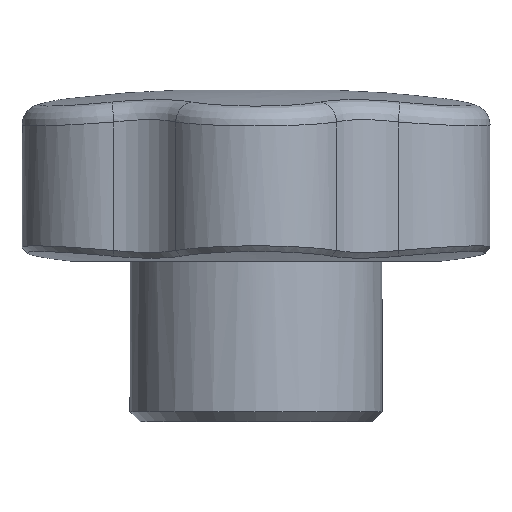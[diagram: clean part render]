
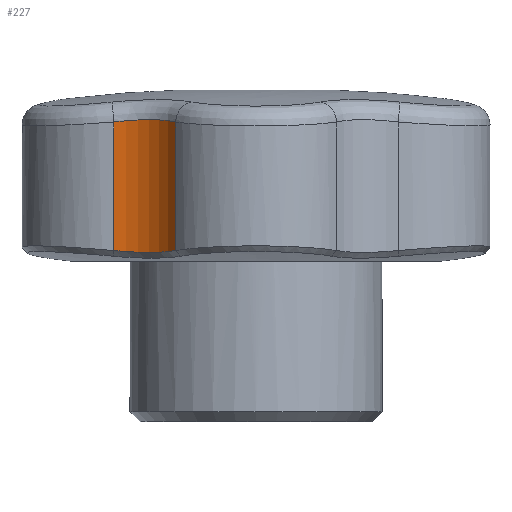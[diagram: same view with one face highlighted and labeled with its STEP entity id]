
A CAD part, front view. The second image highlights one B-rep face of the part: STEP entity #227.
In plain terms, the highlighted cylindrical face has radius 7.398 mm (diameter 14.796 mm), a partial arc.
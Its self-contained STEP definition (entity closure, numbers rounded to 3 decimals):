
#227 = ADVANCED_FACE( '', ( #589 ), #590, .F. );
#589 = FACE_OUTER_BOUND( '', #1878, .T. );
#590 = CYLINDRICAL_SURFACE( '', #1879, 7.398 );
#1878 = EDGE_LOOP( '', ( #8325, #8326, #8327, #8328 ) );
#1879 = AXIS2_PLACEMENT_3D( '', #8329, #8330, #8331 );
#8325 = ORIENTED_EDGE( '', *, *, #9494, .T. );
#8326 = ORIENTED_EDGE( '', *, *, #9495, .T. );
#8327 = ORIENTED_EDGE( '', *, *, #9496, .F. );
#8328 = ORIENTED_EDGE( '', *, *, #9497, .T. );
#8329 = CARTESIAN_POINT( '', ( -14.285, -24.742, 44.45 ) );
#8330 = DIRECTION( '', ( 0., 0., 1. ) );
#8331 = DIRECTION( '', ( -1., 0., 0. ) );
#9494 = EDGE_CURVE( '', #10110, #10111, #10112, .T. );
#9495 = EDGE_CURVE( '', #10111, #10113, #10114, .T. );
#9496 = EDGE_CURVE( '', #10115, #10113, #10116, .T. );
#9497 = EDGE_CURVE( '', #10115, #10110, #10117, .T. );
#10110 = VERTEX_POINT( '', #12269 );
#10111 = VERTEX_POINT( '', #12270 );
#10112 = LINE( '', #12271, #12272 );
#10113 = VERTEX_POINT( '', #12273 );
#10114 = B_SPLINE_CURVE_WITH_KNOTS( '', 3, ( #12274, #12275, #12276, #12277, #12278, #12279, #12280, #12281, #12282, #12283, #12284, #12285, #12286, #12287, #12288, #12289, #12290, #12291, #12292, #12293, #12294, #12295, #12296, #12297, #12298, #12299, #12300, #12301, #12302, #12303, #12304, #12305 ), .UNSPECIFIED., .F., .F., ( 4, 1, 1, 1, 1, 1, 1, 1, 1, 1, 1, 1, 1, 1, 1, 1, 1, 1, 1, 1, 1, 1, 1, 1, 1, 1, 1, 1, 1, 4 ), ( 0., 0.035, 0.069, 0.104, 0.138, 0.173, 0.207, 0.242, 0.276, 0.311, 0.345, 0.38, 0.414, 0.448, 0.483, 0.517, 0.552, 0.586, 0.62, 0.655, 0.689, 0.724, 0.758, 0.793, 0.827, 0.862, 0.896, 0.931, 0.965, 1. ), .UNSPECIFIED. );
#10115 = VERTEX_POINT( '', #12306 );
#10116 = LINE( '', #12307, #12308 );
#10117 = B_SPLINE_CURVE_WITH_KNOTS( '', 3, ( #12309, #12310, #12311, #12312, #12313, #12314, #12315, #12316, #12317, #12318, #12319, #12320, #12321, #12322, #12323, #12324, #12325, #12326, #12327, #12328, #12329, #12330, #12331, #12332, #12333, #12334, #12335, #12336, #12337, #12338, #12339 ), .UNSPECIFIED., .F., .F., ( 4, 1, 1, 1, 1, 2, 2, 2, 1, 1, 1, 1, 1, 2, 2, 2, 1, 1, 1, 1, 1, 1, 4 ), ( 0., 0., 0.001, 0.001, 0.002, 0.002, 0.002, 0.002, 0.003, 0.003, 0.003, 0.004, 0.004, 0.005, 0.005, 0.005, 0.005, 0.005, 0.006, 0.006, 0.006, 0.007, 0.007 ), .UNSPECIFIED. );
#12269 = CARTESIAN_POINT( '', ( -14.096, -17.347, 29.737 ) );
#12270 = CARTESIAN_POINT( '', ( -14.096, -17.347, 16.992 ) );
#12271 = CARTESIAN_POINT( '', ( -14.096, -17.347, 44.45 ) );
#12272 = VECTOR( '', #15685, 1000. );
#12273 = CARTESIAN_POINT( '', ( -7.975, -20.881, 16.992 ) );
#12274 = CARTESIAN_POINT( '', ( -14.096, -17.347, 16.992 ) );
#12275 = CARTESIAN_POINT( '', ( -14.011, -17.35, 16.984 ) );
#12276 = CARTESIAN_POINT( '', ( -13.842, -17.356, 16.967 ) );
#12277 = CARTESIAN_POINT( '', ( -13.588, -17.376, 16.944 ) );
#12278 = CARTESIAN_POINT( '', ( -13.336, -17.404, 16.923 ) );
#12279 = CARTESIAN_POINT( '', ( -13.084, -17.441, 16.903 ) );
#12280 = CARTESIAN_POINT( '', ( -12.834, -17.487, 16.885 ) );
#12281 = CARTESIAN_POINT( '', ( -12.586, -17.541, 16.869 ) );
#12282 = CARTESIAN_POINT( '', ( -12.34, -17.603, 16.855 ) );
#12283 = CARTESIAN_POINT( '', ( -12.096, -17.674, 16.843 ) );
#12284 = CARTESIAN_POINT( '', ( -11.854, -17.754, 16.832 ) );
#12285 = CARTESIAN_POINT( '', ( -11.616, -17.841, 16.823 ) );
#12286 = CARTESIAN_POINT( '', ( -11.381, -17.937, 16.816 ) );
#12287 = CARTESIAN_POINT( '', ( -11.149, -18.041, 16.811 ) );
#12288 = CARTESIAN_POINT( '', ( -10.92, -18.152, 16.807 ) );
#12289 = CARTESIAN_POINT( '', ( -10.696, -18.272, 16.806 ) );
#12290 = CARTESIAN_POINT( '', ( -10.476, -18.399, 16.806 ) );
#12291 = CARTESIAN_POINT( '', ( -10.26, -18.533, 16.807 ) );
#12292 = CARTESIAN_POINT( '', ( -10.049, -18.675, 16.811 ) );
#12293 = CARTESIAN_POINT( '', ( -9.844, -18.824, 16.816 ) );
#12294 = CARTESIAN_POINT( '', ( -9.643, -18.98, 16.823 ) );
#12295 = CARTESIAN_POINT( '', ( -9.448, -19.143, 16.832 ) );
#12296 = CARTESIAN_POINT( '', ( -9.258, -19.313, 16.843 ) );
#12297 = CARTESIAN_POINT( '', ( -9.075, -19.488, 16.855 ) );
#12298 = CARTESIAN_POINT( '', ( -8.898, -19.67, 16.869 ) );
#12299 = CARTESIAN_POINT( '', ( -8.727, -19.858, 16.885 ) );
#12300 = CARTESIAN_POINT( '', ( -8.562, -20.052, 16.903 ) );
#12301 = CARTESIAN_POINT( '', ( -8.404, -20.251, 16.923 ) );
#12302 = CARTESIAN_POINT( '', ( -8.254, -20.456, 16.944 ) );
#12303 = CARTESIAN_POINT( '', ( -8.11, -20.665, 16.967 ) );
#12304 = CARTESIAN_POINT( '', ( -8.02, -20.809, 16.984 ) );
#12305 = CARTESIAN_POINT( '', ( -7.975, -20.881, 16.992 ) );
#12306 = CARTESIAN_POINT( '', ( -7.975, -20.881, 29.737 ) );
#12307 = CARTESIAN_POINT( '', ( -7.975, -20.881, 44.45 ) );
#12308 = VECTOR( '', #15686, 1000. );
#12309 = CARTESIAN_POINT( '', ( -7.975, -20.881, 29.737 ) );
#12310 = CARTESIAN_POINT( '', ( -8.056, -20.749, 29.756 ) );
#12311 = CARTESIAN_POINT( '', ( -8.224, -20.492, 29.79 ) );
#12312 = CARTESIAN_POINT( '', ( -8.499, -20.125, 29.835 ) );
#12313 = CARTESIAN_POINT( '', ( -8.796, -19.776, 29.873 ) );
#12314 = CARTESIAN_POINT( '', ( -9.114, -19.445, 29.905 ) );
#12315 = CARTESIAN_POINT( '', ( -9.341, -19.237, 29.921 ) );
#12316 = CARTESIAN_POINT( '', ( -9.488, -19.111, 29.93 ) );
#12317 = CARTESIAN_POINT( '', ( -9.517, -19.086, 29.932 ) );
#12318 = CARTESIAN_POINT( '', ( -9.562, -19.048, 29.934 ) );
#12319 = CARTESIAN_POINT( '', ( -9.577, -19.036, 29.935 ) );
#12320 = CARTESIAN_POINT( '', ( -9.607, -19.011, 29.937 ) );
#12321 = CARTESIAN_POINT( '', ( -9.682, -18.95, 29.94 ) );
#12322 = CARTESIAN_POINT( '', ( -9.88, -18.796, 29.949 ) );
#12323 = CARTESIAN_POINT( '', ( -10.193, -18.573, 29.958 ) );
#12324 = CARTESIAN_POINT( '', ( -10.584, -18.331, 29.961 ) );
#12325 = CARTESIAN_POINT( '', ( -10.989, -18.114, 29.958 ) );
#12326 = CARTESIAN_POINT( '', ( -11.269, -17.985, 29.951 ) );
#12327 = CARTESIAN_POINT( '', ( -11.483, -17.895, 29.944 ) );
#12328 = CARTESIAN_POINT( '', ( -11.554, -17.866, 29.941 ) );
#12329 = CARTESIAN_POINT( '', ( -11.645, -17.832, 29.937 ) );
#12330 = CARTESIAN_POINT( '', ( -11.663, -17.825, 29.936 ) );
#12331 = CARTESIAN_POINT( '', ( -11.699, -17.811, 29.935 ) );
#12332 = CARTESIAN_POINT( '', ( -11.754, -17.791, 29.933 ) );
#12333 = CARTESIAN_POINT( '', ( -11.954, -17.719, 29.923 ) );
#12334 = CARTESIAN_POINT( '', ( -12.284, -17.615, 29.905 ) );
#12335 = CARTESIAN_POINT( '', ( -12.729, -17.505, 29.873 ) );
#12336 = CARTESIAN_POINT( '', ( -13.18, -17.423, 29.835 ) );
#12337 = CARTESIAN_POINT( '', ( -13.635, -17.368, 29.79 ) );
#12338 = CARTESIAN_POINT( '', ( -13.941, -17.351, 29.756 ) );
#12339 = CARTESIAN_POINT( '', ( -14.096, -17.347, 29.737 ) );
#15685 = DIRECTION( '', ( 0., 0., -1. ) );
#15686 = DIRECTION( '', ( 0., 0., -1. ) );
